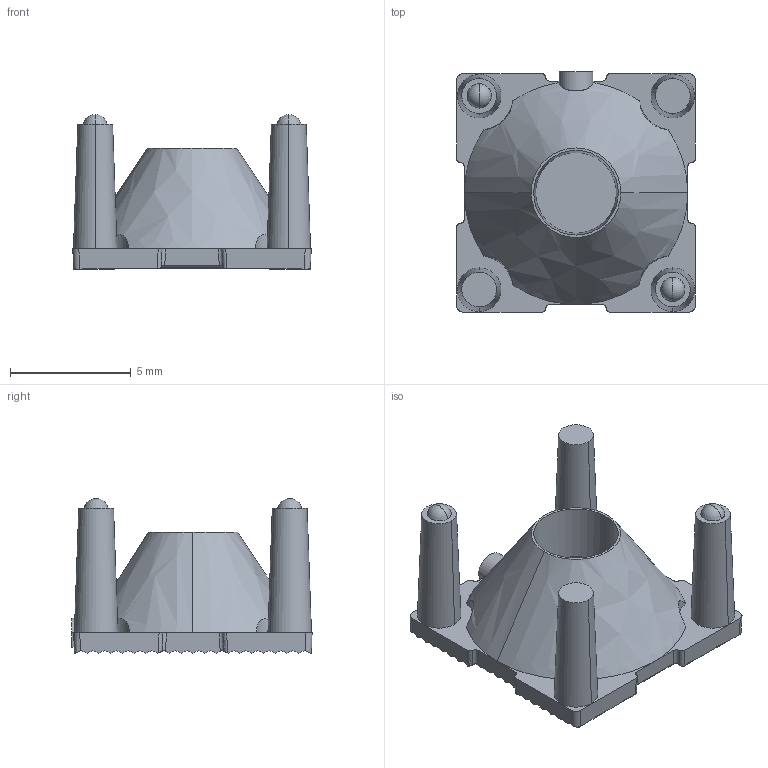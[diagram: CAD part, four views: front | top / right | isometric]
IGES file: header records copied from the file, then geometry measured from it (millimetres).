
Start section:  PTC IGES file: 10415_iss1_020408.igs
Global section: file name: 10415_iss1_020408.igs; native system: Pro/ENGINEER by Parametric Technology Corporation; preprocessor: 2008230; author: DenningtonA; organization: Unknown; date: 20090615.090840; units: millimetre
Bounding box: 9.85 x 9.93 x 6.4 mm (x, y, z)
Surface area: 402.6 mm2 (no closed solid volume)
Topology: 0 solids, 0 shells, 156 faces, 878 edges, 874 vertices
Faces by surface type: revolution 131, bspline 25
